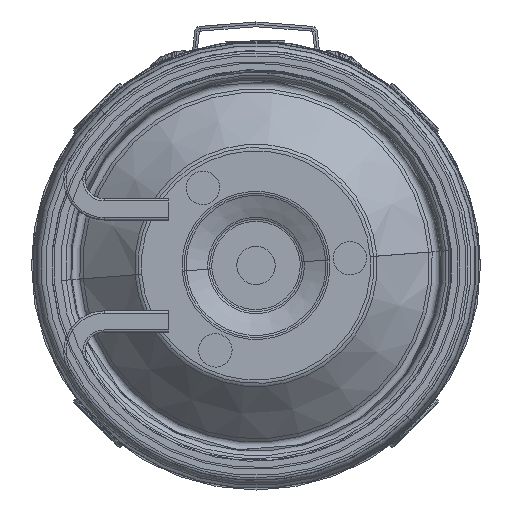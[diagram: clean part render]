
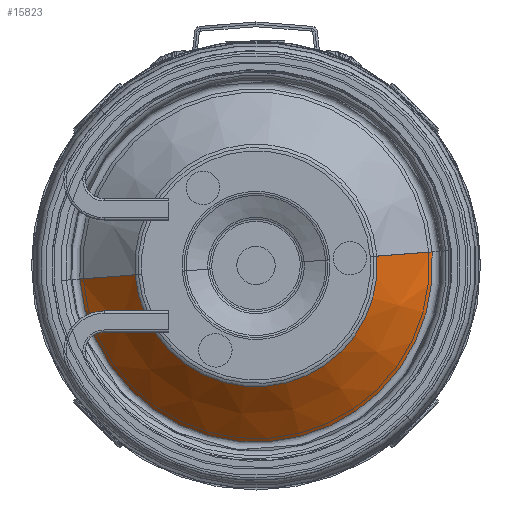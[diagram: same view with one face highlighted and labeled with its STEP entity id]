
A CAD part, front view. The second image highlights one B-rep face of the part: STEP entity #15823.
In plain terms, the highlighted conical face has half-angle 46.546 degrees and reference radius 25.375 mm.
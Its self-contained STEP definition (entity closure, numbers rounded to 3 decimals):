
#334 = VECTOR ( 'NONE', #19664, 1000. ) ;
#2119 = VECTOR ( 'NONE', #40201, 1000. ) ;
#4627 = ORIENTED_EDGE ( 'NONE', *, *, #26997, .F. ) ;
#5710 = AXIS2_PLACEMENT_3D ( 'NONE', #15383, #28146, #40913 ) ;
#6032 = DIRECTION ( 'NONE',  ( 0., 1., 0. ) ) ;
#6415 = CARTESIAN_POINT ( 'NONE',  ( 0., 0.548, -25.376 ) ) ;
#6668 = CIRCLE ( 'NONE', #20777, 25.376 ) ;
#8686 = EDGE_CURVE ( 'NONE', #36628, #11165, #6668, .T. ) ;
#10426 = CIRCLE ( 'NONE', #5710, 36.962 ) ;
#11165 = VERTEX_POINT ( 'NONE', #30547 ) ;
#15280 = ORIENTED_EDGE ( 'NONE', *, *, #40693, .F. ) ;
#15383 = CARTESIAN_POINT ( 'NONE',  ( 0., 11.526, 0. ) ) ;
#15823 = ADVANCED_FACE ( 'NONE', ( #33164 ), #17331, .T. ) ;
#17331 = CONICAL_SURFACE ( 'NONE', #34734, 25.376, 0.812 ) ;
#17881 = DIRECTION ( 'NONE',  ( 0., 1., 0. ) ) ;
#19534 = VERTEX_POINT ( 'NONE', #31032 ) ;
#19664 = DIRECTION ( 'NONE',  ( 0., 0.688, -0.726 ) ) ;
#20777 = AXIS2_PLACEMENT_3D ( 'NONE', #21992, #6032, #22616 ) ;
#21992 = CARTESIAN_POINT ( 'NONE',  ( 0., 0.548, 0. ) ) ;
#22616 = DIRECTION ( 'NONE',  ( 0., 0., 1. ) ) ;
#23067 = ORIENTED_EDGE ( 'NONE', *, *, #8686, .T. ) ;
#23227 = EDGE_CURVE ( 'NONE', #11165, #39132, #29751, .T. ) ;
#23471 = CARTESIAN_POINT ( 'NONE',  ( 0., 0.548, 25.376 ) ) ;
#26997 = EDGE_CURVE ( 'NONE', #36628, #19534, #35158, .T. ) ;
#28146 = DIRECTION ( 'NONE',  ( 0., 1., 0. ) ) ;
#29441 = EDGE_LOOP ( 'NONE', ( #4627, #23067, #30831, #15280 ) ) ;
#29751 = LINE ( 'NONE', #23471, #2119 ) ;
#30040 = DIRECTION ( 'NONE',  ( 0., 0., 1. ) ) ;
#30241 = CARTESIAN_POINT ( 'NONE',  ( 0., 0.548, 0. ) ) ;
#30547 = CARTESIAN_POINT ( 'NONE',  ( 0., 0.548, 25.376 ) ) ;
#30831 = ORIENTED_EDGE ( 'NONE', *, *, #23227, .T. ) ;
#31032 = CARTESIAN_POINT ( 'NONE',  ( 0., 11.526, -36.962 ) ) ;
#32427 = CARTESIAN_POINT ( 'NONE',  ( 0., 11.526, 36.962 ) ) ;
#33164 = FACE_OUTER_BOUND ( 'NONE', #29441, .T. ) ;
#34734 = AXIS2_PLACEMENT_3D ( 'NONE', #30241, #17881, #30040 ) ;
#35158 = LINE ( 'NONE', #6415, #334 ) ;
#36628 = VERTEX_POINT ( 'NONE', #38408 ) ;
#38408 = CARTESIAN_POINT ( 'NONE',  ( 0., 0.548, -25.376 ) ) ;
#39132 = VERTEX_POINT ( 'NONE', #32427 ) ;
#40201 = DIRECTION ( 'NONE',  ( 0., 0.688, 0.726 ) ) ;
#40693 = EDGE_CURVE ( 'NONE', #19534, #39132, #10426, .T. ) ;
#40913 = DIRECTION ( 'NONE',  ( 0., 0., 1. ) ) ;
